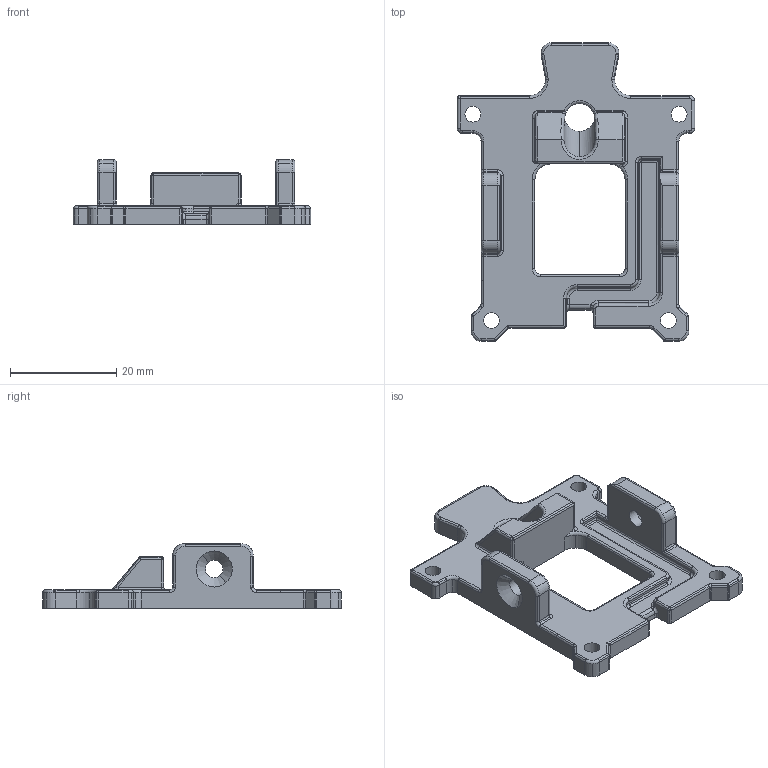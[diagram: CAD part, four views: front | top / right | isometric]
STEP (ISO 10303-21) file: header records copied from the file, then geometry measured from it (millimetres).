
FILE_DESCRIPTION(('STEP AP214'),'1');
FILE_NAME('PiCamera_frame.stp','2023-02-18T09:42:02',(' '),(' '),'Spatial InterOp 3D',' ',' ');
FILE_SCHEMA(('AUTOMOTIVE_DESIGN { 1 0 10303 214 1 1 1 1 }'));
Length unit declared in the file: metre
Products named in the file (1): PiCamera_frame
Bounding box: 44.78 x 56.34 x 12.24 mm (x, y, z)
Volume: 6259.2 mm3; surface area: 4993.4 mm2
Topology: 1 solids, 1 shells, 354 faces, 927 edges, 562 vertices
Faces by surface type: cylinder 228, plane 50, torus 46, bspline 14, sphere 12, cone 4
Entity records: 14968 total; most frequent: CARTESIAN_POINT 5996, DIRECTION 2057, ORIENTED_EDGE 1830, EDGE_CURVE 915, AXIS2_PLACEMENT_3D 840, VERTEX_POINT 562, CIRCLE 449, LINE 377
